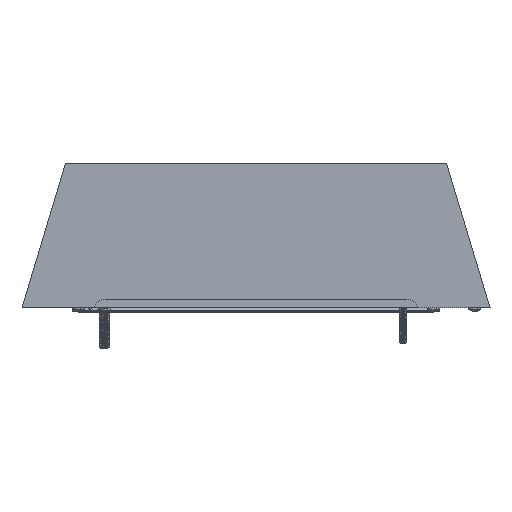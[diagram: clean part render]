
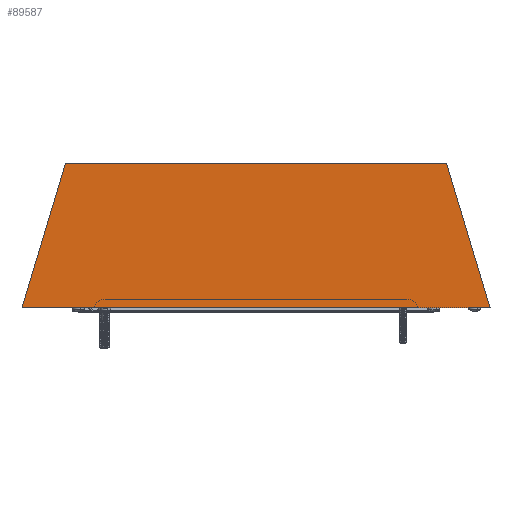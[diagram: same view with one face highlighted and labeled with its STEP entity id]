
A CAD part, front view. The second image highlights one B-rep face of the part: STEP entity #89587.
In plain terms, the highlighted planar face has unit normal (0, -1, 0).
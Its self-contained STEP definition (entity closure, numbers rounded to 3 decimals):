
#2226 = CARTESIAN_POINT ( 'NONE',  ( -155.5, -584.25, 140.4 ) ) ;
#9620 = CARTESIAN_POINT ( 'NONE',  ( -51.833, -584.25, 140.4 ) ) ;
#14626 = DIRECTION ( 'NONE',  ( 0.288, 0., -0.958 ) ) ;
#16058 = EDGE_CURVE ( 'NONE', #16717, #44212, #95702, .T. ) ;
#16685 = DIRECTION ( 'NONE',  ( 0., -1., 0. ) ) ;
#16717 = VERTEX_POINT ( 'NONE', #75636 ) ;
#22498 = CARTESIAN_POINT ( 'NONE',  ( 155.5, -584.25, 140.4 ) ) ;
#24063 = ORIENTED_EDGE ( 'NONE', *, *, #16058, .T. ) ;
#24538 = FACE_OUTER_BOUND ( 'NONE', #27496, .T. ) ;
#25052 = VERTEX_POINT ( 'NONE', #82749 ) ;
#26751 = B_SPLINE_CURVE_WITH_KNOTS ( 'NONE', 3,
 ( #64298, #50124, #80414, #58016 ),
 .UNSPECIFIED., .F., .F.,
 ( 4, 4 ),
 ( 0., 1. ),
 .UNSPECIFIED. ) ;
#27496 = EDGE_LOOP ( 'NONE', ( #59067, #24063, #82303, #45409 ) ) ;
#28304 = CARTESIAN_POINT ( 'NONE',  ( 191., -584.25, 22.4 ) ) ;
#33339 = LINE ( 'NONE', #89709, #43290 ) ;
#35664 = CARTESIAN_POINT ( 'NONE',  ( -155.5, -584.25, 140.4 ) ) ;
#37880 = EDGE_CURVE ( 'NONE', #75432, #25052, #26751, .T. ) ;
#42011 = EDGE_CURVE ( 'NONE', #44212, #25052, #33339, .T. ) ;
#43290 = VECTOR ( 'NONE', #97027, 1000. ) ;
#44212 = VERTEX_POINT ( 'NONE', #2226 ) ;
#45409 = ORIENTED_EDGE ( 'NONE', *, *, #37880, .F. ) ;
#45992 = LINE ( 'NONE', #22498, #60791 ) ;
#49810 = CARTESIAN_POINT ( 'NONE',  ( 51.833, -584.25, 140.4 ) ) ;
#50124 = CARTESIAN_POINT ( 'NONE',  ( 63.667, -584.25, 22.4 ) ) ;
#58016 = CARTESIAN_POINT ( 'NONE',  ( -191., -584.25, 22.4 ) ) ;
#59067 = ORIENTED_EDGE ( 'NONE', *, *, #95359, .F. ) ;
#60791 = VECTOR ( 'NONE', #14626, 1000. ) ;
#62170 = AXIS2_PLACEMENT_3D ( 'NONE', #71526, #16685, #62711 ) ;
#62711 = DIRECTION ( 'NONE',  ( 0., 0., 1. ) ) ;
#64298 = CARTESIAN_POINT ( 'NONE',  ( 191., -584.25, 22.4 ) ) ;
#71526 = CARTESIAN_POINT ( 'NONE',  ( 0., -584.25, 22.4 ) ) ;
#73084 = PLANE ( 'NONE',  #62170 ) ;
#75365 = CARTESIAN_POINT ( 'NONE',  ( 155.5, -584.25, 140.4 ) ) ;
#75432 = VERTEX_POINT ( 'NONE', #28304 ) ;
#75636 = CARTESIAN_POINT ( 'NONE',  ( 155.5, -584.25, 140.4 ) ) ;
#80414 = CARTESIAN_POINT ( 'NONE',  ( -63.667, -584.25, 22.4 ) ) ;
#82303 = ORIENTED_EDGE ( 'NONE', *, *, #42011, .T. ) ;
#82749 = CARTESIAN_POINT ( 'NONE',  ( -191., -584.25, 22.4 ) ) ;
#89587 = ADVANCED_FACE ( 'NONE', ( #24538 ), #73084, .T. ) ;
#89709 = CARTESIAN_POINT ( 'NONE',  ( -155.5, -584.25, 140.4 ) ) ;
#95359 = EDGE_CURVE ( 'NONE', #16717, #75432, #45992, .T. ) ;
#95702 = B_SPLINE_CURVE_WITH_KNOTS ( 'NONE', 3,
 ( #75365, #49810, #9620, #35664 ),
 .UNSPECIFIED., .F., .F.,
 ( 4, 4 ),
 ( 0., 1. ),
 .UNSPECIFIED. ) ;
#97027 = DIRECTION ( 'NONE',  ( -0.288, 0., -0.958 ) ) ;
